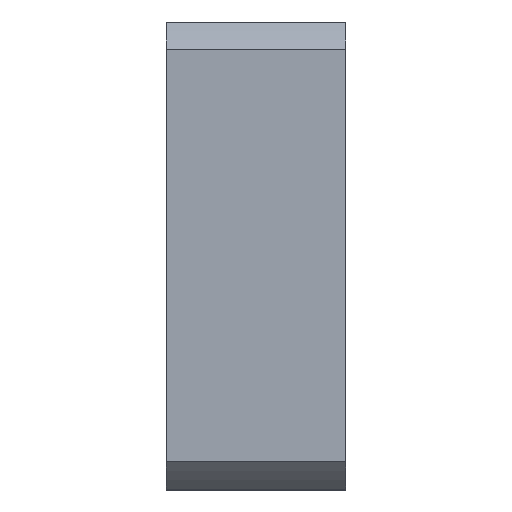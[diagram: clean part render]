
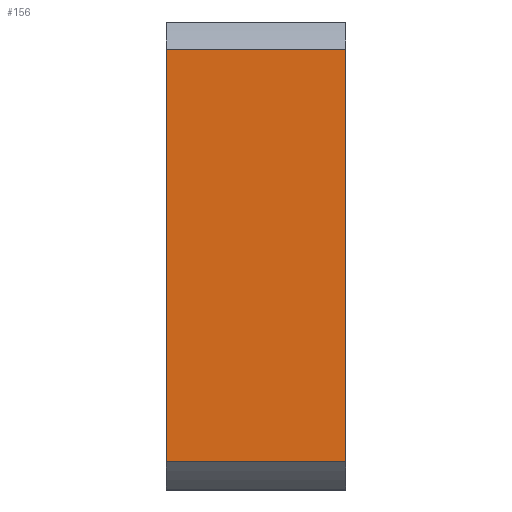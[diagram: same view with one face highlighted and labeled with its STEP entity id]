
A CAD part, top view. The second image highlights one B-rep face of the part: STEP entity #156.
In plain terms, the highlighted planar face has unit normal (0, 0, 1).
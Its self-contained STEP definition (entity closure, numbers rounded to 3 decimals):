
#156=ADVANCED_FACE('',(#354),#355,.F.);
#354=FACE_OUTER_BOUND('',#592,.T.);
#355=PLANE('',#593);
#592=EDGE_LOOP('',(#1022,#1023,#1024,#1025));
#593=AXIS2_PLACEMENT_3D('',#1026,#1027,#1028);
#1022=ORIENTED_EDGE('',*,*,#1559,.F.);
#1023=ORIENTED_EDGE('',*,*,#1522,.F.);
#1024=ORIENTED_EDGE('',*,*,#1549,.T.);
#1025=ORIENTED_EDGE('',*,*,#1556,.T.);
#1026=CARTESIAN_POINT('',(23.1,-30.0,30.0));
#1027=DIRECTION('',(0.0,0.0,-1.0));
#1028=DIRECTION('',(0.0,-1.0,0.0));
#1522=EDGE_CURVE('',#1879,#1881,#1882,.T.);
#1549=EDGE_CURVE('',#1879,#1918,#1920,.T.);
#1556=EDGE_CURVE('',#1918,#1928,#1930,.T.);
#1559=EDGE_CURVE('',#1881,#1928,#1933,.T.);
#1879=VERTEX_POINT('',#2388);
#1881=VERTEX_POINT('',#2390);
#1882=LINE('',#2391,#2392);
#1918=VERTEX_POINT('',#2434);
#1920=LINE('',#2436,#2437);
#1928=VERTEX_POINT('',#2447);
#1930=LINE('',#2449,#2450);
#1933=LINE('',#2453,#2454);
#2388=CARTESIAN_POINT('',(0.0,-26.458,30.0));
#2390=CARTESIAN_POINT('',(0.0,26.458,30.0));
#2391=CARTESIAN_POINT('',(0.0,-26.458,30.0));
#2392=VECTOR('',#2805,52.915);
#2434=CARTESIAN_POINT('',(23.1,-26.458,30.0));
#2436=CARTESIAN_POINT('',(0.0,-26.458,30.0));
#2437=VECTOR('',#2863,23.1);
#2447=CARTESIAN_POINT('',(23.1,26.458,30.0));
#2449=CARTESIAN_POINT('',(23.1,-26.458,30.0));
#2450=VECTOR('',#2872,52.915);
#2453=CARTESIAN_POINT('',(0.0,26.458,30.0));
#2454=VECTOR('',#2876,23.1);
#2805=DIRECTION('',(0.0,1.0,0.0));
#2863=DIRECTION('',(1.0,0.0,0.0));
#2872=DIRECTION('',(0.0,1.0,0.0));
#2876=DIRECTION('',(1.0,0.0,0.0));
